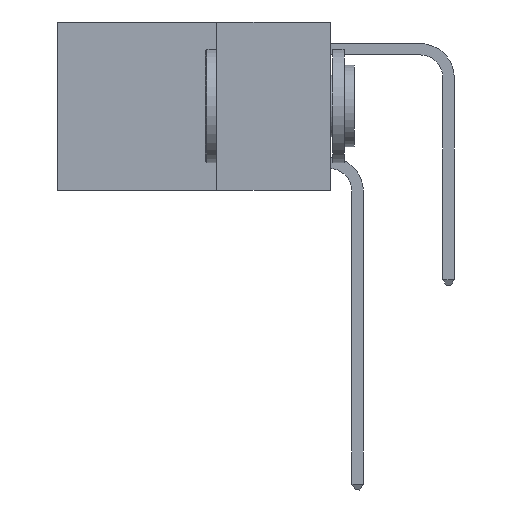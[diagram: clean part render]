
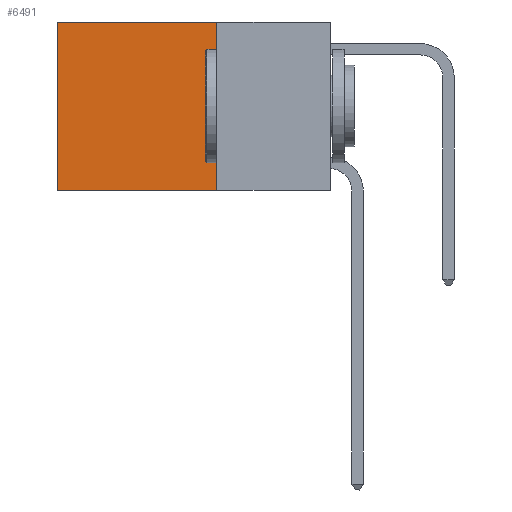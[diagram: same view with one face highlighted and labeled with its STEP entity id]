
A CAD part, left-side view. The second image highlights one B-rep face of the part: STEP entity #6491.
In plain terms, the highlighted planar face has unit normal (-1, 0, 0).
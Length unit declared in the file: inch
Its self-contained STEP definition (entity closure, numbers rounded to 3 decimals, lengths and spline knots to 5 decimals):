
#145 = VERTEX_POINT ( 'NONE', #159 ) ;
#159 = CARTESIAN_POINT ( 'NONE',  ( 0.2625, 0.6, 0. ) ) ;
#174 = DIRECTION ( 'NONE',  ( 0., 0., -1. ) ) ;
#520 = AXIS2_PLACEMENT_3D ( 'NONE', #3701, #8905, #556 ) ;
#556 = DIRECTION ( 'NONE',  ( 0., 0., -1. ) ) ;
#875 = EDGE_CURVE ( 'NONE', #5174, #12096, #4188, .T. ) ;
#955 = LINE ( 'NONE', #5194, #11832 ) ;
#1033 = ORIENTED_EDGE ( 'NONE', *, *, #875, .F. ) ;
#2178 = DIRECTION ( 'NONE',  ( 0., 0., -1. ) ) ;
#3205 = EDGE_CURVE ( 'NONE', #12096, #10422, #955, .T. ) ;
#3573 = LINE ( 'NONE', #11612, #6414 ) ;
#3635 = FACE_OUTER_BOUND ( 'NONE', #4658, .T. ) ;
#3701 = CARTESIAN_POINT ( 'NONE',  ( 0.2625, 0.25, 0. ) ) ;
#4188 = LINE ( 'NONE', #13557, #11818 ) ;
#4658 = EDGE_LOOP ( 'NONE', ( #10119, #5903, #1033, #12784 ) ) ;
#5174 = VERTEX_POINT ( 'NONE', #6782 ) ;
#5194 = CARTESIAN_POINT ( 'NONE',  ( 0.2625, 0.25, -0.37 ) ) ;
#5903 = ORIENTED_EDGE ( 'NONE', *, *, #3205, .F. ) ;
#6010 = DIRECTION ( 'NONE',  ( 0., 1., 0. ) ) ;
#6414 = VECTOR ( 'NONE', #6010, 39.37008 ) ;
#6491 = ADVANCED_FACE ( 'NONE', ( #3635 ), #11253, .F. ) ;
#6782 = CARTESIAN_POINT ( 'NONE',  ( 0.2625, 0.25, 0. ) ) ;
#7408 = CARTESIAN_POINT ( 'NONE',  ( 0.2625, 0.25, -0.37 ) ) ;
#8398 = DIRECTION ( 'NONE',  ( 0., 1., 0. ) ) ;
#8432 = CARTESIAN_POINT ( 'NONE',  ( 0.2625, 0.6, -0.37 ) ) ;
#8676 = EDGE_CURVE ( 'NONE', #145, #10422, #12822, .T. ) ;
#8905 = DIRECTION ( 'NONE',  ( 1., 0., 0. ) ) ;
#9313 = EDGE_CURVE ( 'NONE', #5174, #145, #3573, .T. ) ;
#10119 = ORIENTED_EDGE ( 'NONE', *, *, #8676, .T. ) ;
#10422 = VERTEX_POINT ( 'NONE', #8432 ) ;
#11253 = PLANE ( 'NONE',  #520 ) ;
#11612 = CARTESIAN_POINT ( 'NONE',  ( 0.2625, 0.25, 0. ) ) ;
#11818 = VECTOR ( 'NONE', #2178, 39.37008 ) ;
#11832 = VECTOR ( 'NONE', #8398, 39.37008 ) ;
#11994 = VECTOR ( 'NONE', #174, 39.37008 ) ;
#12096 = VERTEX_POINT ( 'NONE', #7408 ) ;
#12784 = ORIENTED_EDGE ( 'NONE', *, *, #9313, .T. ) ;
#12822 = LINE ( 'NONE', #12883, #11994 ) ;
#12883 = CARTESIAN_POINT ( 'NONE',  ( 0.2625, 0.6, 0. ) ) ;
#13557 = CARTESIAN_POINT ( 'NONE',  ( 0.2625, 0.25, 0. ) ) ;
